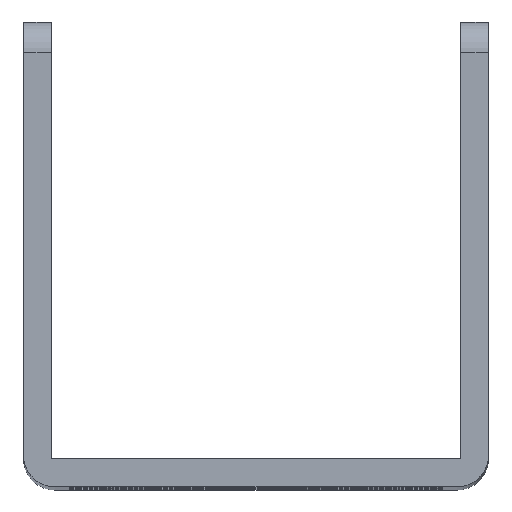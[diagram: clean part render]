
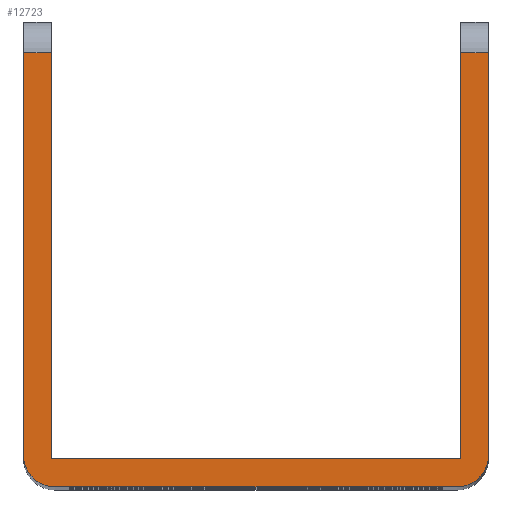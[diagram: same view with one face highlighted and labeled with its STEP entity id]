
A CAD part, top view. The second image highlights one B-rep face of the part: STEP entity #12723.
In plain terms, the highlighted planar face has unit normal (0, 0, 1).
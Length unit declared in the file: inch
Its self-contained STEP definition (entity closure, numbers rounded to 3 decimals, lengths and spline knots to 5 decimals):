
#322 = DIRECTION ( 'NONE',  ( 1., 0., 0. ) ) ;
#644 = PLANE ( 'NONE',  #5669 ) ;
#665 = LINE ( 'NONE', #2396, #16481 ) ;
#844 = CARTESIAN_POINT ( 'NONE',  ( 0.1, 0., 6. ) ) ;
#1386 = ORIENTED_EDGE ( 'NONE', *, *, #11645, .T. ) ;
#1817 = CARTESIAN_POINT ( 'NONE',  ( 1.5, 0.1, 6. ) ) ;
#1976 = CARTESIAN_POINT ( 'NONE',  ( 1.5, 0., 6. ) ) ;
#2269 = DIRECTION ( 'NONE',  ( 0., -1., 0. ) ) ;
#2302 = VECTOR ( 'NONE', #322, 39.37008 ) ;
#2396 = CARTESIAN_POINT ( 'NONE',  ( 0.09, 1.5, 6. ) ) ;
#2464 = LINE ( 'NONE', #15421, #18800 ) ;
#2527 = FACE_OUTER_BOUND ( 'NONE', #6682, .T. ) ;
#2734 = VERTEX_POINT ( 'NONE', #3648 ) ;
#3364 = DIRECTION ( 'NONE',  ( 0., 0., 1. ) ) ;
#3648 = CARTESIAN_POINT ( 'NONE',  ( 0.09, 1.4, 6. ) ) ;
#3919 = CARTESIAN_POINT ( 'NONE',  ( 0., 0., 6. ) ) ;
#4141 = VERTEX_POINT ( 'NONE', #14379 ) ;
#4259 = CARTESIAN_POINT ( 'NONE',  ( 1.41, 1.4, 6. ) ) ;
#4566 = LINE ( 'NONE', #18608, #13176 ) ;
#4681 = ORIENTED_EDGE ( 'NONE', *, *, #11370, .T. ) ;
#5016 = DIRECTION ( 'NONE',  ( 0., 0., 1. ) ) ;
#5549 = DIRECTION ( 'NONE',  ( -1., 0., 0. ) ) ;
#5612 = EDGE_CURVE ( 'NONE', #11649, #15039, #10842, .T. ) ;
#5669 = AXIS2_PLACEMENT_3D ( 'NONE', #3919, #15311, #5549 ) ;
#5725 = EDGE_CURVE ( 'NONE', #8263, #14471, #4566, .T. ) ;
#5975 = ORIENTED_EDGE ( 'NONE', *, *, #10482, .T. ) ;
#6005 = CARTESIAN_POINT ( 'NONE',  ( 0., 1.4, 6. ) ) ;
#6098 = ORIENTED_EDGE ( 'NONE', *, *, #5612, .T. ) ;
#6682 = EDGE_LOOP ( 'NONE', ( #19215, #5975, #13993, #10845, #6098, #4681, #15085, #1386, #8822, #12269 ) ) ;
#6739 = VERTEX_POINT ( 'NONE', #19725 ) ;
#7291 = CARTESIAN_POINT ( 'NONE',  ( 0., 1.4, 6. ) ) ;
#7368 = VECTOR ( 'NONE', #17116, 39.37008 ) ;
#7537 = VECTOR ( 'NONE', #9428, 39.37008 ) ;
#7719 = VERTEX_POINT ( 'NONE', #17483 ) ;
#7818 = CARTESIAN_POINT ( 'NONE',  ( 1.5, 1.5, 6. ) ) ;
#8038 = LINE ( 'NONE', #7818, #7537 ) ;
#8123 = CIRCLE ( 'NONE', #12437, 0.1 ) ;
#8197 = EDGE_CURVE ( 'NONE', #14471, #6739, #10235, .T. ) ;
#8263 = VERTEX_POINT ( 'NONE', #4259 ) ;
#8822 = ORIENTED_EDGE ( 'NONE', *, *, #5725, .T. ) ;
#8836 = CARTESIAN_POINT ( 'NONE',  ( 0., 0.1, 6. ) ) ;
#9428 = DIRECTION ( 'NONE',  ( 0., 1., 0. ) ) ;
#9740 = CIRCLE ( 'NONE', #19180, 0.1 ) ;
#10235 = LINE ( 'NONE', #15359, #18540 ) ;
#10482 = EDGE_CURVE ( 'NONE', #2734, #4141, #13140, .T. ) ;
#10842 = LINE ( 'NONE', #1976, #2302 ) ;
#10845 = ORIENTED_EDGE ( 'NONE', *, *, #18983, .T. ) ;
#10993 = EDGE_CURVE ( 'NONE', #6739, #2734, #665, .T. ) ;
#11370 = EDGE_CURVE ( 'NONE', #15039, #11399, #8123, .T. ) ;
#11399 = VERTEX_POINT ( 'NONE', #1817 ) ;
#11645 = EDGE_CURVE ( 'NONE', #7719, #8263, #19976, .T. ) ;
#11649 = VERTEX_POINT ( 'NONE', #844 ) ;
#12169 = DIRECTION ( 'NONE',  ( 0., -1., 0. ) ) ;
#12269 = ORIENTED_EDGE ( 'NONE', *, *, #8197, .T. ) ;
#12437 = AXIS2_PLACEMENT_3D ( 'NONE', #13048, #3364, #14734 ) ;
#12723 = ADVANCED_FACE ( 'NONE', ( #2527 ), #644, .F. ) ;
#13048 = CARTESIAN_POINT ( 'NONE',  ( 1.4, 0.1, 6. ) ) ;
#13140 = LINE ( 'NONE', #6005, #17035 ) ;
#13176 = VECTOR ( 'NONE', #2269, 39.37008 ) ;
#13826 = DIRECTION ( 'NONE',  ( -1., 0., 0. ) ) ;
#13993 = ORIENTED_EDGE ( 'NONE', *, *, #18678, .T. ) ;
#14379 = CARTESIAN_POINT ( 'NONE',  ( 0., 1.4, 6. ) ) ;
#14471 = VERTEX_POINT ( 'NONE', #17126 ) ;
#14734 = DIRECTION ( 'NONE',  ( -1., 0., 0. ) ) ;
#14761 = CARTESIAN_POINT ( 'NONE',  ( 0.1, 0.1, 6. ) ) ;
#15039 = VERTEX_POINT ( 'NONE', #17539 ) ;
#15085 = ORIENTED_EDGE ( 'NONE', *, *, #17299, .T. ) ;
#15311 = DIRECTION ( 'NONE',  ( 0., 0., -1. ) ) ;
#15359 = CARTESIAN_POINT ( 'NONE',  ( 0.09, 0.09, 6. ) ) ;
#15421 = CARTESIAN_POINT ( 'NONE',  ( 0., 0., 6. ) ) ;
#16430 = DIRECTION ( 'NONE',  ( -1., 0., 0. ) ) ;
#16481 = VECTOR ( 'NONE', #20313, 39.37008 ) ;
#17035 = VECTOR ( 'NONE', #17441, 39.37008 ) ;
#17116 = DIRECTION ( 'NONE',  ( -1., 0., 0. ) ) ;
#17126 = CARTESIAN_POINT ( 'NONE',  ( 1.41, 0.09, 6. ) ) ;
#17299 = EDGE_CURVE ( 'NONE', #11399, #7719, #8038, .T. ) ;
#17441 = DIRECTION ( 'NONE',  ( -1., 0., 0. ) ) ;
#17483 = CARTESIAN_POINT ( 'NONE',  ( 1.5, 1.4, 6. ) ) ;
#17539 = CARTESIAN_POINT ( 'NONE',  ( 1.4, 0., 6. ) ) ;
#18540 = VECTOR ( 'NONE', #13826, 39.37008 ) ;
#18608 = CARTESIAN_POINT ( 'NONE',  ( 1.41, 0.09, 6. ) ) ;
#18678 = EDGE_CURVE ( 'NONE', #4141, #19750, #2464, .T. ) ;
#18800 = VECTOR ( 'NONE', #12169, 39.37008 ) ;
#18983 = EDGE_CURVE ( 'NONE', #19750, #11649, #9740, .T. ) ;
#19180 = AXIS2_PLACEMENT_3D ( 'NONE', #14761, #5016, #16430 ) ;
#19215 = ORIENTED_EDGE ( 'NONE', *, *, #10993, .T. ) ;
#19725 = CARTESIAN_POINT ( 'NONE',  ( 0.09, 0.09, 6. ) ) ;
#19750 = VERTEX_POINT ( 'NONE', #8836 ) ;
#19976 = LINE ( 'NONE', #7291, #7368 ) ;
#20313 = DIRECTION ( 'NONE',  ( 0., 1., 0. ) ) ;
